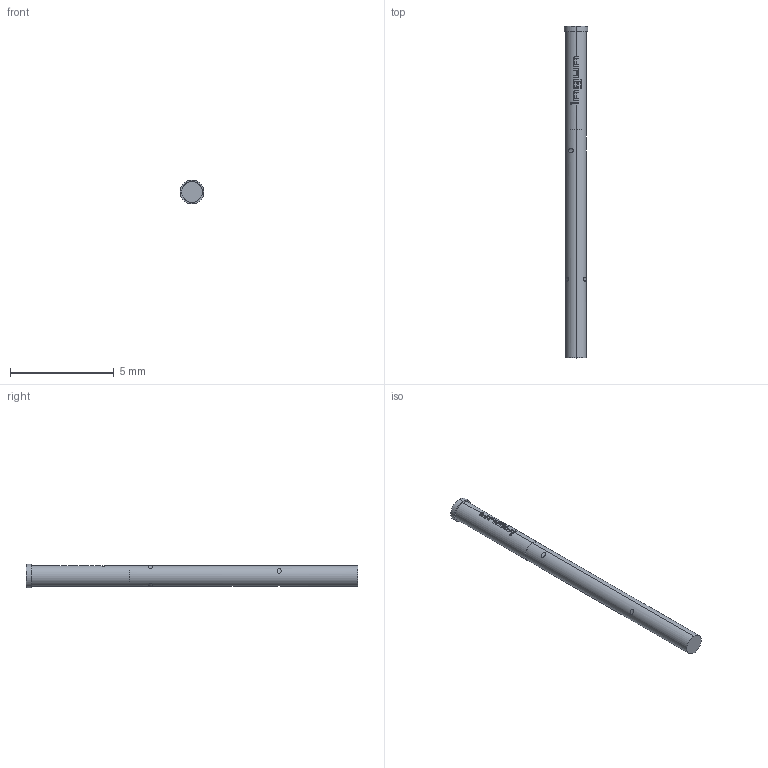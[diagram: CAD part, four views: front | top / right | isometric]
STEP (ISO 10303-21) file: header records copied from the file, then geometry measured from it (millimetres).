
FILE_DESCRIPTION (( 'STEP AP203' ), '1' );
FILE_NAME ('INGUN_KS-080.STEP', '2021-01-28T07:12:38', ( '' ), ( '' ), 'SwSTEP 2.0', 'SolidWorks 2018', '' );
FILE_SCHEMA (( 'CONFIG_CONTROL_DESIGN' ));
Length unit declared in the file: millimetre
Products named in the file (1): INGUN_KS-080
Bounding box: 1.15 x 16 x 1.15 mm (x, y, z)
Volume: 12.5 mm3; surface area: 52.2 mm2
Topology: 1 solids, 1 shells, 97 faces, 271 edges, 184 vertices
Faces by surface type: plane 44, cylinder 31, bspline 22
Entity records: 3536 total; most frequent: CARTESIAN_POINT 1121, ORIENTED_EDGE 542, DIRECTION 413, EDGE_CURVE 271, VERTEX_POINT 184, AXIS2_PLACEMENT_3D 164, EDGE_LOOP 105, B_SPLINE_CURVE_WITH_KNOTS 98
